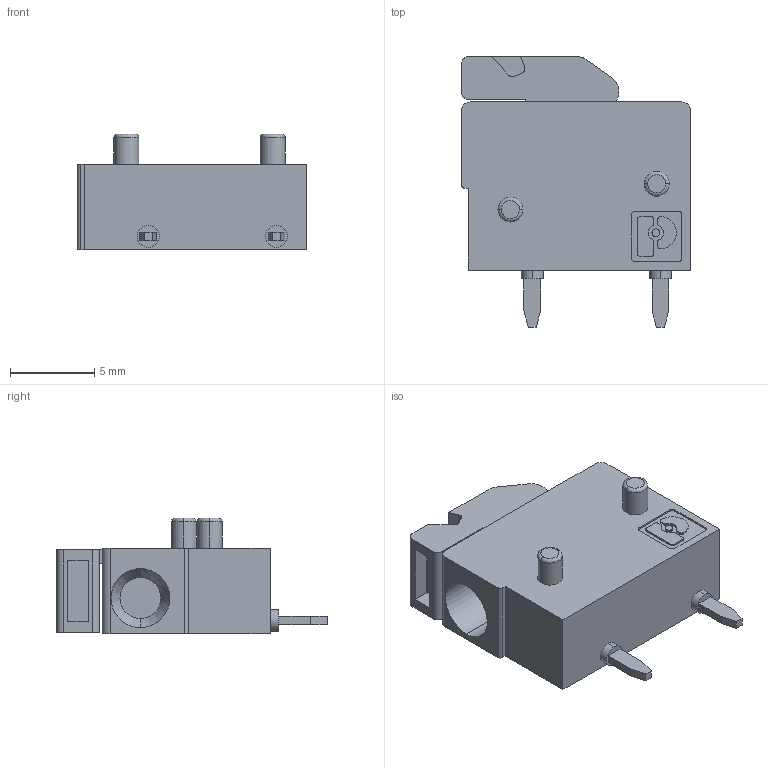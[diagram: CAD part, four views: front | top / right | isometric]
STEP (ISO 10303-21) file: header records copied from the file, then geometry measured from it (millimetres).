
FILE_DESCRIPTION (( 'STEP AP214' ), '1' );
FILE_NAME ('User Library-1790335.STEP', '2017-01-09T14:25:29', ( 'Windows User' ), ( '' ), 'SwSTEP 2.0', 'SolidWorks 2017', '' );
FILE_SCHEMA (( 'AUTOMOTIVE_DESIGN' ));
Length unit declared in the file: millimetre
Products named in the file (2): User Library-1790335_ffkds-h1-5.08; User Library-1790335
Assembly tree (1 placements, depth 2):
  User Library-1790335
    User Library-1790335_ffkds-h1-5.08
Bounding box: 13.6 x 16.1 x 6.88 mm (x, y, z)
Volume: 702.7 mm3; surface area: 742.5 mm2
Topology: 1 solids, 1 shells, 123 faces, 306 edges, 200 vertices
Faces by surface type: plane 65, cylinder 48, bspline 8, cone 2
Entity records: 5284 total; most frequent: CARTESIAN_POINT 881, DIRECTION 641, ORIENTED_EDGE 612, EDGE_CURVE 306, AXIS2_PLACEMENT_3D 224, VERTEX_POINT 200, VECTOR 193, LINE 193
